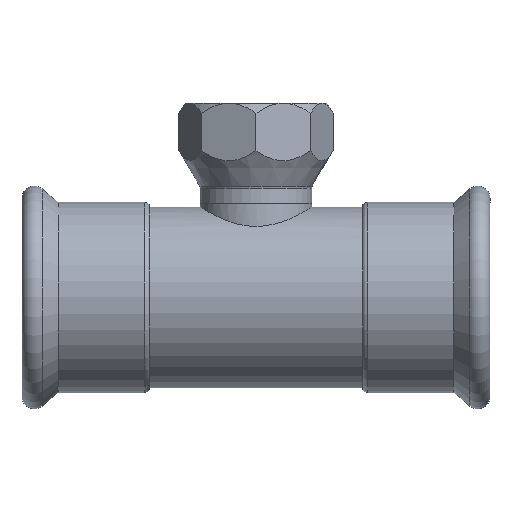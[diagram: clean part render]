
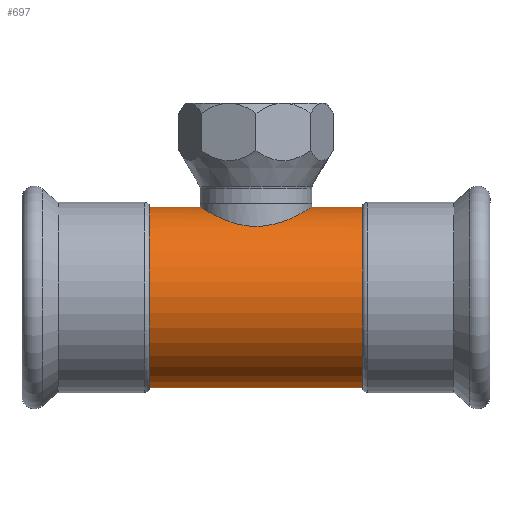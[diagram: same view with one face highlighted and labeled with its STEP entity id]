
A CAD part, front view. The second image highlights one B-rep face of the part: STEP entity #697.
In plain terms, the highlighted cylindrical face has radius 44.45 mm (diameter 88.9 mm), a full revolution.
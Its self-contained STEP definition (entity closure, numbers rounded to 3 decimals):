
#158=FACE_BOUND($,#247,.T.);
#159=FACE_BOUND($,#248,.T.);
#160=FACE_BOUND($,#249,.T.);
#197=B_SPLINE_CURVE_WITH_KNOTS($,3,(#1146,#1147,#1148,#1149,#1150,#1151,
#1152,#1153,#1154,#1155,#1156,#1157,#1158,#1159,#1160,#1161,#1162,#1163,
#1164,#1165,#1166,#1167,#1168,#1169,#1170,#1171,#1172,#1173,#1174,#1175,
#1176,#1177,#1178,#1179,#1180,#1181,#1182,#1183,#1184,#1185,#1186,#1187,
#1188,#1189,#1190,#1191,#1192,#1193,#1194,#1195,#1196,#1197,#1198,#1199,
#1200,#1201,#1202,#1203,#1204,#1205,#1206,#1207,#1208,#1209,#1210,#1211),
 .UNSPECIFIED.,.T.,.F.,(4,2,2,2,2,2,2,2,2,2,2,2,2,2,2,2,2,2,2,2,2,2,2,2,
2,2,2,2,2,2,2,2,4),(0.,0.538,1.075,1.613,
2.151,2.684,3.218,3.752,4.285,
4.819,5.353,5.886,6.42,6.957,
7.495,8.033,8.571,9.108,9.646,
10.184,10.721,11.255,11.788,12.322,
12.856,13.389,13.923,14.457,14.99,
15.528,16.066,16.603,17.141),
 .UNSPECIFIED.);
#247=EDGE_LOOP($,(#520));
#248=EDGE_LOOP($,(#521));
#249=EDGE_LOOP($,(#522));
#332=CIRCLE($,#758,44.45);
#333=CIRCLE($,#759,44.45);
#374=VERTEX_POINT($,#1145);
#375=VERTEX_POINT($,#1212);
#376=VERTEX_POINT($,#1214);
#437=EDGE_CURVE($,#374,#374,#197,.T.);
#438=EDGE_CURVE($,#375,#375,#332,.T.);
#439=EDGE_CURVE($,#376,#376,#333,.T.);
#520=ORIENTED_EDGE($,*,*,#437,.T.);
#521=ORIENTED_EDGE($,*,*,#438,.F.);
#522=ORIENTED_EDGE($,*,*,#439,.T.);
#685=CYLINDRICAL_SURFACE($,#757,44.45);
#697=ADVANCED_FACE($,(#158,#159,#160),#685,.T.);
#757=AXIS2_PLACEMENT_3D($,#1144,#861,#862);
#758=AXIS2_PLACEMENT_3D($,#1213,#863,#864);
#759=AXIS2_PLACEMENT_3D($,#1215,#865,#866);
#861=DIRECTION('center_axis',(1.,0.,0.));
#862=DIRECTION('ref_axis',(0.,1.,0.));
#863=DIRECTION('center_axis',(1.,0.,0.));
#864=DIRECTION('ref_axis',(0.,1.,0.));
#865=DIRECTION('center_axis',(1.,0.,0.));
#866=DIRECTION('ref_axis',(0.,1.,0.));
#1144=CARTESIAN_POINT('Origin',(0.,0.,0.));
#1145=CARTESIAN_POINT('',(0.,27.5,34.922));
#1146=CARTESIAN_POINT('Ctrl Pts',(0.,27.5,34.922));
#1147=CARTESIAN_POINT('Ctrl Pts',(1.792,27.5,34.922));
#1148=CARTESIAN_POINT('Ctrl Pts',(3.62,27.322,35.064));
#1149=CARTESIAN_POINT('Ctrl Pts',(7.215,26.6,35.615));
#1150=CARTESIAN_POINT('Ctrl Pts',(8.982,26.056,36.023));
#1151=CARTESIAN_POINT('Ctrl Pts',(12.345,24.641,37.005));
#1152=CARTESIAN_POINT('Ctrl Pts',(13.944,23.77,37.579));
#1153=CARTESIAN_POINT('Ctrl Pts',(16.895,21.771,38.771));
#1154=CARTESIAN_POINT('Ctrl Pts',(18.247,20.644,39.388));
#1155=CARTESIAN_POINT('Ctrl Pts',(20.635,18.256,40.55));
#1156=CARTESIAN_POINT('Ctrl Pts',(21.761,16.909,41.138));
#1157=CARTESIAN_POINT('Ctrl Pts',(23.762,13.956,42.231));
#1158=CARTESIAN_POINT('Ctrl Pts',(24.638,12.351,42.735));
#1159=CARTESIAN_POINT('Ctrl Pts',(26.058,8.975,43.569));
#1160=CARTESIAN_POINT('Ctrl Pts',(26.604,7.201,43.9));
#1161=CARTESIAN_POINT('Ctrl Pts',(27.325,3.603,44.341));
#1162=CARTESIAN_POINT('Ctrl Pts',(27.5,1.779,44.45));
#1163=CARTESIAN_POINT('Ctrl Pts',(27.5,-1.779,44.45));
#1164=CARTESIAN_POINT('Ctrl Pts',(27.325,-3.603,44.341));
#1165=CARTESIAN_POINT('Ctrl Pts',(26.604,-7.201,43.9));
#1166=CARTESIAN_POINT('Ctrl Pts',(26.058,-8.975,43.569));
#1167=CARTESIAN_POINT('Ctrl Pts',(24.638,-12.351,42.735));
#1168=CARTESIAN_POINT('Ctrl Pts',(23.762,-13.956,42.231));
#1169=CARTESIAN_POINT('Ctrl Pts',(21.761,-16.909,41.138));
#1170=CARTESIAN_POINT('Ctrl Pts',(20.635,-18.256,40.55));
#1171=CARTESIAN_POINT('Ctrl Pts',(18.247,-20.644,39.388));
#1172=CARTESIAN_POINT('Ctrl Pts',(16.895,-21.771,38.771));
#1173=CARTESIAN_POINT('Ctrl Pts',(13.944,-23.77,37.579));
#1174=CARTESIAN_POINT('Ctrl Pts',(12.345,-24.641,37.005));
#1175=CARTESIAN_POINT('Ctrl Pts',(8.982,-26.056,36.023));
#1176=CARTESIAN_POINT('Ctrl Pts',(7.215,-26.6,35.615));
#1177=CARTESIAN_POINT('Ctrl Pts',(3.62,-27.322,35.064));
#1178=CARTESIAN_POINT('Ctrl Pts',(1.792,-27.5,34.922));
#1179=CARTESIAN_POINT('Ctrl Pts',(-1.792,-27.5,34.922));
#1180=CARTESIAN_POINT('Ctrl Pts',(-3.62,-27.322,35.064));
#1181=CARTESIAN_POINT('Ctrl Pts',(-7.215,-26.6,35.615));
#1182=CARTESIAN_POINT('Ctrl Pts',(-8.982,-26.056,36.023));
#1183=CARTESIAN_POINT('Ctrl Pts',(-12.345,-24.641,37.005));
#1184=CARTESIAN_POINT('Ctrl Pts',(-13.944,-23.77,37.579));
#1185=CARTESIAN_POINT('Ctrl Pts',(-16.895,-21.771,38.771));
#1186=CARTESIAN_POINT('Ctrl Pts',(-18.247,-20.644,39.388));
#1187=CARTESIAN_POINT('Ctrl Pts',(-20.635,-18.256,40.55));
#1188=CARTESIAN_POINT('Ctrl Pts',(-21.761,-16.909,41.138));
#1189=CARTESIAN_POINT('Ctrl Pts',(-23.762,-13.956,42.231));
#1190=CARTESIAN_POINT('Ctrl Pts',(-24.638,-12.351,42.735));
#1191=CARTESIAN_POINT('Ctrl Pts',(-26.058,-8.975,43.569));
#1192=CARTESIAN_POINT('Ctrl Pts',(-26.604,-7.201,43.9));
#1193=CARTESIAN_POINT('Ctrl Pts',(-27.325,-3.603,44.341));
#1194=CARTESIAN_POINT('Ctrl Pts',(-27.5,-1.779,44.45));
#1195=CARTESIAN_POINT('Ctrl Pts',(-27.5,1.779,44.45));
#1196=CARTESIAN_POINT('Ctrl Pts',(-27.325,3.603,44.341));
#1197=CARTESIAN_POINT('Ctrl Pts',(-26.604,7.201,43.9));
#1198=CARTESIAN_POINT('Ctrl Pts',(-26.058,8.975,43.569));
#1199=CARTESIAN_POINT('Ctrl Pts',(-24.638,12.351,42.735));
#1200=CARTESIAN_POINT('Ctrl Pts',(-23.762,13.956,42.231));
#1201=CARTESIAN_POINT('Ctrl Pts',(-21.761,16.909,41.138));
#1202=CARTESIAN_POINT('Ctrl Pts',(-20.635,18.256,40.55));
#1203=CARTESIAN_POINT('Ctrl Pts',(-18.247,20.644,39.388));
#1204=CARTESIAN_POINT('Ctrl Pts',(-16.895,21.771,38.771));
#1205=CARTESIAN_POINT('Ctrl Pts',(-13.944,23.77,37.579));
#1206=CARTESIAN_POINT('Ctrl Pts',(-12.345,24.641,37.005));
#1207=CARTESIAN_POINT('Ctrl Pts',(-8.982,26.056,36.023));
#1208=CARTESIAN_POINT('Ctrl Pts',(-7.215,26.6,35.615));
#1209=CARTESIAN_POINT('Ctrl Pts',(-3.62,27.322,35.064));
#1210=CARTESIAN_POINT('Ctrl Pts',(-1.792,27.5,34.922));
#1211=CARTESIAN_POINT('Ctrl Pts',(0.,27.5,34.922));
#1212=CARTESIAN_POINT('',(70.,44.45,0.));
#1213=CARTESIAN_POINT('Origin',(70.,0.,0.));
#1214=CARTESIAN_POINT('',(-70.,44.45,0.));
#1215=CARTESIAN_POINT('Origin',(-70.,0.,0.));
